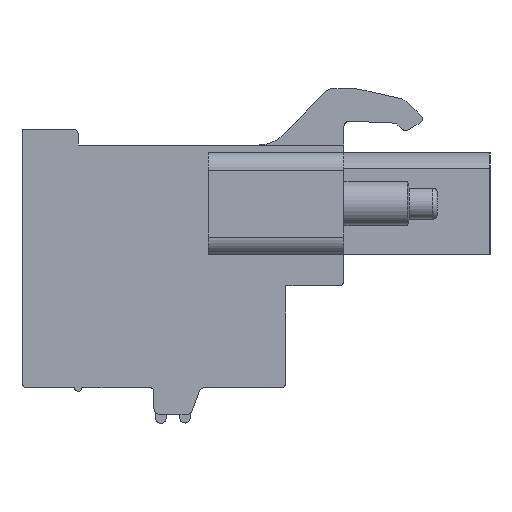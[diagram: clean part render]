
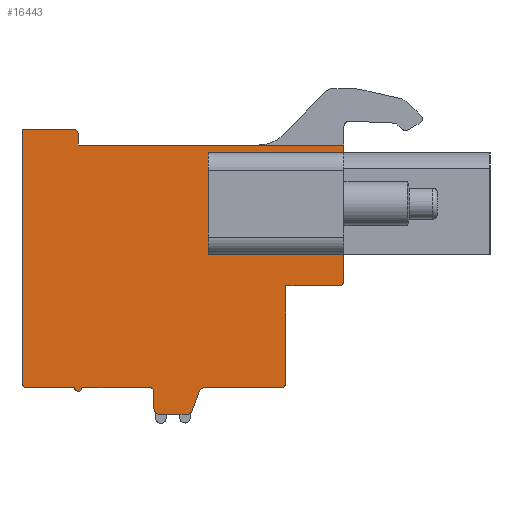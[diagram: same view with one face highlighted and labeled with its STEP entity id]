
A CAD part, left-side view. The second image highlights one B-rep face of the part: STEP entity #16443.
In plain terms, the highlighted planar face has unit normal (-1, 0, 0).
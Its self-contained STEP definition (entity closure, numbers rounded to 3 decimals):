
#2856=DIRECTION('',(0.,0.,1.));
#2857=VECTOR('',#2856,5.8);
#2858=CARTESIAN_POINT('',(-71.74,2.04,0.73));
#2859=LINE('',#2858,#2857);
#2908=DIRECTION('',(0.,0.,1.));
#2909=VECTOR('',#2908,5.8);
#2910=CARTESIAN_POINT('',(-71.74,-4.06,0.73));
#2911=LINE('',#2910,#2909);
#2912=DIRECTION('',(0.,1.,0.));
#2913=VECTOR('',#2912,6.1);
#2914=CARTESIAN_POINT('',(-71.74,-4.06,0.73));
#2915=LINE('',#2914,#2913);
#2916=DIRECTION('',(0.,1.,0.));
#2917=VECTOR('',#2916,6.1);
#2918=CARTESIAN_POINT('',(-71.74,-4.06,6.53));
#2919=LINE('',#2918,#2917);
#2920=CARTESIAN_POINT('',(-71.74,-5.36,-0.74));
#2921=DIRECTION('',(1.,0.,0.));
#2922=DIRECTION('',(0.,-1.,0.));
#2923=AXIS2_PLACEMENT_3D('',#2920,#2921,#2922);
#2925=DIRECTION('',(0.,-1.,0.));
#2926=VECTOR('',#2925,3.);
#2927=CARTESIAN_POINT('',(-71.74,-2.36,-1.04));
#2928=LINE('',#2927,#2926);
#2929=CARTESIAN_POINT('',(-71.74,-2.06,-6.54));
#2930=DIRECTION('',(1.,0.,0.));
#2931=DIRECTION('',(0.,-1.,0.));
#2932=AXIS2_PLACEMENT_3D('',#2929,#2930,#2931);
#2934=DIRECTION('',(0.,1.,0.));
#2935=VECTOR('',#2934,4.34);
#2936=CARTESIAN_POINT('',(-71.74,-2.06,-6.84));
#2937=LINE('',#2936,#2935);
#2938=CARTESIAN_POINT('',(-71.74,2.28,-7.14));
#2939=DIRECTION('',(-1.,0.,0.));
#2940=DIRECTION('',(0.,0.,1.));
#2941=AXIS2_PLACEMENT_3D('',#2938,#2939,#2940);
#2943=DIRECTION('',(0.,0.345,-0.939));
#2944=VECTOR('',#2943,1.179);
#2945=CARTESIAN_POINT('',(-71.74,2.562,-7.037));
#2946=LINE('',#2945,#2944);
#2947=CARTESIAN_POINT('',(-71.74,3.25,-8.04));
#2948=DIRECTION('',(1.,0.,0.));
#2949=DIRECTION('',(0.,-0.939,-0.345));
#2950=AXIS2_PLACEMENT_3D('',#2947,#2948,#2949);
#2952=DIRECTION('',(0.,1.,0.));
#2953=VECTOR('',#2952,1.59);
#2954=CARTESIAN_POINT('',(-71.74,3.25,-8.34));
#2955=LINE('',#2954,#2953);
#2956=CARTESIAN_POINT('',(-71.74,4.84,-8.04));
#2957=DIRECTION('',(1.,0.,0.));
#2958=DIRECTION('',(0.,0.,-1.));
#2959=AXIS2_PLACEMENT_3D('',#2956,#2957,#2958);
#2961=DIRECTION('',(0.,0.,1.));
#2962=VECTOR('',#2961,1.);
#2963=CARTESIAN_POINT('',(-71.74,5.14,-8.04));
#2964=LINE('',#2963,#2962);
#2965=CARTESIAN_POINT('',(-71.74,5.34,-7.04));
#2966=DIRECTION('',(-1.,0.,0.));
#2967=DIRECTION('',(0.,-1.,0.));
#2968=AXIS2_PLACEMENT_3D('',#2965,#2966,#2967);
#2970=DIRECTION('',(0.,1.,0.));
#2971=VECTOR('',#2970,3.9);
#2972=CARTESIAN_POINT('',(-71.74,5.34,-6.84));
#2973=LINE('',#2972,#2971);
#2974=CARTESIAN_POINT('',(-71.74,9.44,-6.84));
#2975=DIRECTION('',(1.,0.,0.));
#2976=DIRECTION('',(0.,-1.,0.));
#2977=AXIS2_PLACEMENT_3D('',#2974,#2975,#2976);
#2979=DIRECTION('',(0.,1.,0.));
#2980=VECTOR('',#2979,2.7);
#2981=CARTESIAN_POINT('',(-71.74,9.64,-6.84));
#2982=LINE('',#2981,#2980);
#2983=CARTESIAN_POINT('',(-71.74,12.34,-6.54));
#2984=DIRECTION('',(1.,0.,0.));
#2985=DIRECTION('',(0.,0.,-1.));
#2986=AXIS2_PLACEMENT_3D('',#2983,#2984,#2985);
#2988=DIRECTION('',(0.,0.,1.));
#2989=VECTOR('',#2988,14.4);
#2990=CARTESIAN_POINT('',(-71.74,12.64,-6.54));
#2991=LINE('',#2990,#2989);
#2992=DIRECTION('',(0.,-1.,0.));
#2993=VECTOR('',#2992,2.9);
#2994=CARTESIAN_POINT('',(-71.74,12.64,7.86));
#2995=LINE('',#2994,#2993);
#2996=CARTESIAN_POINT('',(-71.74,9.74,7.56));
#2997=DIRECTION('',(1.,0.,0.));
#2998=DIRECTION('',(0.,0.,1.));
#2999=AXIS2_PLACEMENT_3D('',#2996,#2997,#2998);
#3001=DIRECTION('',(0.,0.,-1.));
#3002=VECTOR('',#3001,0.6);
#3003=CARTESIAN_POINT('',(-71.74,9.44,7.56));
#3004=LINE('',#3003,#3002);
#3005=DIRECTION('',(0.,-1.,0.));
#3006=VECTOR('',#3005,15.1);
#3007=CARTESIAN_POINT('',(-71.74,9.44,6.96));
#3008=LINE('',#3007,#3006);
#3009=DIRECTION('',(0.,0.,-1.));
#3010=VECTOR('',#3009,7.7);
#3011=CARTESIAN_POINT('',(-71.74,-5.66,6.96));
#3012=LINE('',#3011,#3010);
#3025=DIRECTION('',(0.,0.,1.));
#3026=VECTOR('',#3025,5.5);
#3027=CARTESIAN_POINT('',(-71.74,-2.36,-6.54));
#3028=LINE('',#3027,#3026);
#9397=CARTESIAN_POINT('',(-71.74,9.44,6.96));
#9398=CARTESIAN_POINT('',(-71.74,-5.66,6.96));
#9399=VERTEX_POINT('',#9397);
#9400=VERTEX_POINT('',#9398);
#9401=CARTESIAN_POINT('',(-71.74,-2.36,-6.54));
#9402=CARTESIAN_POINT('',(-71.74,-2.06,-6.84));
#9403=VERTEX_POINT('',#9401);
#9404=VERTEX_POINT('',#9402);
#9405=CARTESIAN_POINT('',(-71.74,2.28,-6.84));
#9406=VERTEX_POINT('',#9405);
#9407=CARTESIAN_POINT('',(-71.74,2.562,-7.037));
#9408=VERTEX_POINT('',#9407);
#9409=CARTESIAN_POINT('',(-71.74,2.968,-8.143));
#9410=VERTEX_POINT('',#9409);
#9411=CARTESIAN_POINT('',(-71.74,3.25,-8.34));
#9412=VERTEX_POINT('',#9411);
#9413=CARTESIAN_POINT('',(-71.74,4.84,-8.34));
#9414=VERTEX_POINT('',#9413);
#9415=CARTESIAN_POINT('',(-71.74,5.14,-8.04));
#9416=VERTEX_POINT('',#9415);
#9417=CARTESIAN_POINT('',(-71.74,5.14,-7.04));
#9418=VERTEX_POINT('',#9417);
#9419=CARTESIAN_POINT('',(-71.74,5.34,-6.84));
#9420=VERTEX_POINT('',#9419);
#9421=CARTESIAN_POINT('',(-71.74,9.24,-6.84));
#9422=VERTEX_POINT('',#9421);
#9423=CARTESIAN_POINT('',(-71.74,9.64,-6.84));
#9424=VERTEX_POINT('',#9423);
#9425=CARTESIAN_POINT('',(-71.74,12.34,-6.84));
#9426=VERTEX_POINT('',#9425);
#9427=CARTESIAN_POINT('',(-71.74,12.64,-6.54));
#9428=VERTEX_POINT('',#9427);
#9429=CARTESIAN_POINT('',(-71.74,12.64,7.86));
#9430=VERTEX_POINT('',#9429);
#9431=CARTESIAN_POINT('',(-71.74,9.74,7.86));
#9432=VERTEX_POINT('',#9431);
#9433=CARTESIAN_POINT('',(-71.74,9.44,7.56));
#9434=VERTEX_POINT('',#9433);
#11991=CARTESIAN_POINT('',(-71.74,2.04,0.73));
#11992=CARTESIAN_POINT('',(-71.74,2.04,6.53));
#11993=VERTEX_POINT('',#11991);
#11994=VERTEX_POINT('',#11992);
#12027=CARTESIAN_POINT('',(-71.74,-4.06,0.73));
#12028=CARTESIAN_POINT('',(-71.74,-4.06,6.53));
#12029=VERTEX_POINT('',#12027);
#12030=VERTEX_POINT('',#12028);
#12273=CARTESIAN_POINT('',(-71.74,-5.66,-0.74));
#12274=VERTEX_POINT('',#12273);
#12275=CARTESIAN_POINT('',(-71.74,-2.36,-1.04));
#12276=VERTEX_POINT('',#12275);
#12277=CARTESIAN_POINT('',(-71.74,-5.36,-1.04));
#12278=VERTEX_POINT('',#12277);
#16387=CARTESIAN_POINT('',(-71.74,0.,0.));
#16388=DIRECTION('',(1.,0.,0.));
#16389=DIRECTION('',(0.,-1.,0.));
#16390=AXIS2_PLACEMENT_3D('',#16387,#16388,#16389);
#16391=PLANE('',#16390);
#16393=ORIENTED_EDGE('',*,*,#16392,.T.);
#16395=ORIENTED_EDGE('',*,*,#16394,.F.);
#16397=ORIENTED_EDGE('',*,*,#16396,.F.);
#16399=ORIENTED_EDGE('',*,*,#16398,.T.);
#16401=ORIENTED_EDGE('',*,*,#16400,.T.);
#16403=ORIENTED_EDGE('',*,*,#16402,.T.);
#16405=ORIENTED_EDGE('',*,*,#16404,.T.);
#16407=ORIENTED_EDGE('',*,*,#16406,.T.);
#16409=ORIENTED_EDGE('',*,*,#16408,.T.);
#16411=ORIENTED_EDGE('',*,*,#16410,.T.);
#16413=ORIENTED_EDGE('',*,*,#16412,.T.);
#16415=ORIENTED_EDGE('',*,*,#16414,.T.);
#16417=ORIENTED_EDGE('',*,*,#16416,.T.);
#16419=ORIENTED_EDGE('',*,*,#16418,.T.);
#16421=ORIENTED_EDGE('',*,*,#16420,.T.);
#16423=ORIENTED_EDGE('',*,*,#16422,.T.);
#16425=ORIENTED_EDGE('',*,*,#16424,.T.);
#16427=ORIENTED_EDGE('',*,*,#16426,.T.);
#16429=ORIENTED_EDGE('',*,*,#16428,.T.);
#16431=ORIENTED_EDGE('',*,*,#16430,.T.);
#16433=ORIENTED_EDGE('',*,*,#16432,.T.);
#16434=ORIENTED_EDGE('',*,*,#12472,.T.);
#16435=EDGE_LOOP('',(#16393,#16395,#16397,#16399,#16401,#16403,#16405,#16407,
#16409,#16411,#16413,#16415,#16417,#16419,#16421,#16423,#16425,#16427,#16429,
#16431,#16433,#16434));
#16436=FACE_OUTER_BOUND('',#16435,.F.);
#16437=ORIENTED_EDGE('',*,*,#16353,.F.);
#16438=ORIENTED_EDGE('',*,*,#16379,.T.);
#16439=ORIENTED_EDGE('',*,*,#16282,.T.);
#16440=ORIENTED_EDGE('',*,*,#16314,.F.);
#16441=EDGE_LOOP('',(#16437,#16438,#16439,#16440));
#16442=FACE_BOUND('',#16441,.F.);
#16443=ADVANCED_FACE('',(#16436,#16442),#16391,.F.);
#2924=CIRCLE('',#2923,0.3);
#2933=CIRCLE('',#2932,0.3);
#2942=CIRCLE('',#2941,0.3);
#2951=CIRCLE('',#2950,0.3);
#2960=CIRCLE('',#2959,0.3);
#2969=CIRCLE('',#2968,0.2);
#2978=CIRCLE('',#2977,0.2);
#2987=CIRCLE('',#2986,0.3);
#3000=CIRCLE('',#2999,0.3);
#12472=EDGE_CURVE('',#9400,#12274,#3012,.T.);
#16282=EDGE_CURVE('',#12030,#11994,#2919,.T.);
#16314=EDGE_CURVE('',#11993,#11994,#2859,.T.);
#16353=EDGE_CURVE('',#12029,#11993,#2915,.T.);
#16379=EDGE_CURVE('',#12029,#12030,#2911,.T.);
#16392=EDGE_CURVE('',#12274,#12278,#2924,.T.);
#16394=EDGE_CURVE('',#12276,#12278,#2928,.T.);
#16396=EDGE_CURVE('',#9403,#12276,#3028,.T.);
#16398=EDGE_CURVE('',#9403,#9404,#2933,.T.);
#16400=EDGE_CURVE('',#9404,#9406,#2937,.T.);
#16402=EDGE_CURVE('',#9406,#9408,#2942,.T.);
#16404=EDGE_CURVE('',#9408,#9410,#2946,.T.);
#16406=EDGE_CURVE('',#9410,#9412,#2951,.T.);
#16408=EDGE_CURVE('',#9412,#9414,#2955,.T.);
#16410=EDGE_CURVE('',#9414,#9416,#2960,.T.);
#16412=EDGE_CURVE('',#9416,#9418,#2964,.T.);
#16414=EDGE_CURVE('',#9418,#9420,#2969,.T.);
#16416=EDGE_CURVE('',#9420,#9422,#2973,.T.);
#16418=EDGE_CURVE('',#9422,#9424,#2978,.T.);
#16420=EDGE_CURVE('',#9424,#9426,#2982,.T.);
#16422=EDGE_CURVE('',#9426,#9428,#2987,.T.);
#16424=EDGE_CURVE('',#9428,#9430,#2991,.T.);
#16426=EDGE_CURVE('',#9430,#9432,#2995,.T.);
#16428=EDGE_CURVE('',#9432,#9434,#3000,.T.);
#16430=EDGE_CURVE('',#9434,#9399,#3004,.T.);
#16432=EDGE_CURVE('',#9399,#9400,#3008,.T.);
